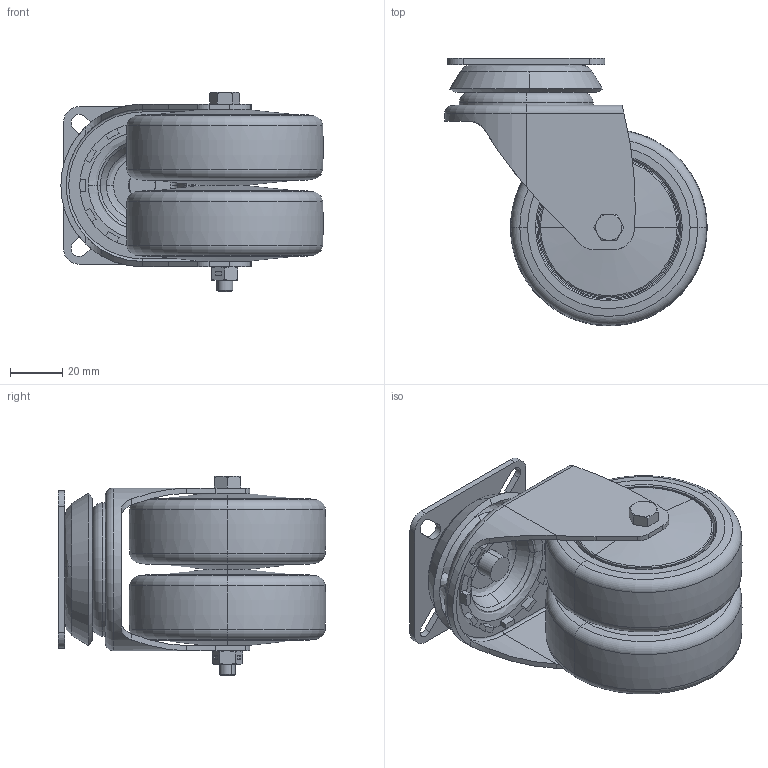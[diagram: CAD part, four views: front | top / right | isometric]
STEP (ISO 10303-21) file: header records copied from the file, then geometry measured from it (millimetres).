
FILE_DESCRIPTION (( 'STEP AP214' ), '1' );
FILE_NAME ('0010853.step', '2022-12-16T13:13:31', ( '' ), ( '' ), 'SwSTEP 2.0', 'SolidWorks 2020', '' );
FILE_SCHEMA (( 'AUTOMOTIVE_DESIGN' ));
Length unit declared in the file: millimetre
Products named in the file (1): 0010853
Bounding box: 99.98 x 101.98 x 76 mm (x, y, z)
Volume: 187778.4 mm3; surface area: 100545.7 mm2
Topology: 14 solids, 14 shells, 438 faces, 1047 edges, 662 vertices
Faces by surface type: plane 149, cylinder 121, cone 74, torus 60, bspline 34
Entity records: 19811 total; most frequent: CARTESIAN_POINT 4469, DIRECTION 2290, ORIENTED_EDGE 2086, EDGE_CURVE 1043, AXIS2_PLACEMENT_3D 929, VERTEX_POINT 662, CIRCLE 524, EDGE_LOOP 501
